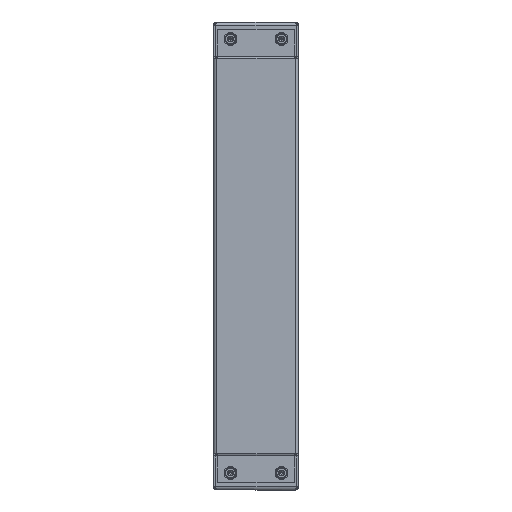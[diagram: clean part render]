
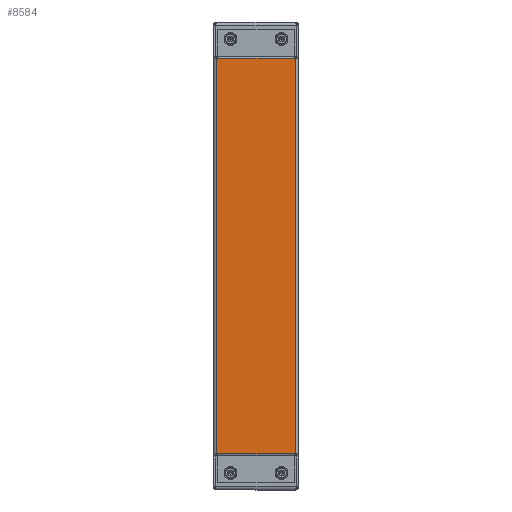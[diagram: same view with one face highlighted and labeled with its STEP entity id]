
A CAD part, left-side view. The second image highlights one B-rep face of the part: STEP entity #8584.
In plain terms, the highlighted face is planar.
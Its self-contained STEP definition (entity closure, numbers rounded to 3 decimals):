
#108 = DIRECTION ( 'NONE',  ( -1., 0., 0. ) ) ;
#207 = EDGE_LOOP ( 'NONE', ( #9164, #6683, #7976, #7135, #9208, #5881, #1641, #2518 ) ) ;
#230 = DIRECTION ( 'NONE',  ( 0., 1., 0. ) ) ;
#303 = CARTESIAN_POINT ( 'NONE',  ( 232.5, -46., 0. ) ) ;
#746 = EDGE_CURVE ( 'NONE', #4458, #5429, #4643, .T. ) ;
#1064 = VERTEX_POINT ( 'NONE', #3592 ) ;
#1097 = DIRECTION ( 'NONE',  ( 0., -1., 0. ) ) ;
#1376 = VERTEX_POINT ( 'NONE', #4675 ) ;
#1388 = CARTESIAN_POINT ( 'NONE',  ( 232.5, 45.241, 0. ) ) ;
#1428 = DIRECTION ( 'NONE',  ( -1., 0., 0. ) ) ;
#1531 = LINE ( 'NONE', #4419, #2786 ) ;
#1548 = LINE ( 'NONE', #4444, #4625 ) ;
#1641 = ORIENTED_EDGE ( 'NONE', *, *, #6833, .T. ) ;
#1859 = EDGE_CURVE ( 'NONE', #4483, #1064, #1548, .T. ) ;
#1863 = LINE ( 'NONE', #5815, #7283 ) ;
#2085 = VECTOR ( 'NONE', #9248, 1000. ) ;
#2159 = DIRECTION ( 'NONE',  ( 0., -1., 0. ) ) ;
#2242 = FACE_OUTER_BOUND ( 'NONE', #207, .T. ) ;
#2310 = CARTESIAN_POINT ( 'NONE',  ( -232.5, -50., 0. ) ) ;
#2518 = ORIENTED_EDGE ( 'NONE', *, *, #6299, .F. ) ;
#2761 = CARTESIAN_POINT ( 'NONE',  ( 232.5, 46., 0. ) ) ;
#2786 = VECTOR ( 'NONE', #6638, 1000. ) ;
#2898 = EDGE_CURVE ( 'NONE', #1376, #5429, #1863, .T. ) ;
#3169 = DIRECTION ( 'NONE',  ( 1., 0., 0. ) ) ;
#3175 = VECTOR ( 'NONE', #230, 1000. ) ;
#3351 = CARTESIAN_POINT ( 'NONE',  ( 232.5, -45.241, 0. ) ) ;
#3404 = CARTESIAN_POINT ( 'NONE',  ( -232.5, -45.241, 0. ) ) ;
#3444 = CARTESIAN_POINT ( 'NONE',  ( 232.5, 50., 0. ) ) ;
#3592 = CARTESIAN_POINT ( 'NONE',  ( -232.5, 46., 0. ) ) ;
#3614 = DIRECTION ( 'NONE',  ( 0., 0., -1. ) ) ;
#3748 = CARTESIAN_POINT ( 'NONE',  ( -232.5, 50., 0. ) ) ;
#3869 = CARTESIAN_POINT ( 'NONE',  ( -266., -46., 0. ) ) ;
#4419 = CARTESIAN_POINT ( 'NONE',  ( 232.5, -50., 0. ) ) ;
#4444 = CARTESIAN_POINT ( 'NONE',  ( 266., 46., 0. ) ) ;
#4458 = VERTEX_POINT ( 'NONE', #7022 ) ;
#4483 = VERTEX_POINT ( 'NONE', #2761 ) ;
#4625 = VECTOR ( 'NONE', #108, 1000. ) ;
#4643 = LINE ( 'NONE', #2310, #3175 ) ;
#4675 = CARTESIAN_POINT ( 'NONE',  ( -232.5, 45.241, 0. ) ) ;
#4964 = PLANE ( 'NONE',  #5739 ) ;
#5149 = LINE ( 'NONE', #3444, #2085 ) ;
#5228 = LINE ( 'NONE', #3748, #9049 ) ;
#5429 = VERTEX_POINT ( 'NONE', #3404 ) ;
#5438 = LINE ( 'NONE', #6014, #8117 ) ;
#5739 = AXIS2_PLACEMENT_3D ( 'NONE', #7838, #3614, #1428 ) ;
#5815 = CARTESIAN_POINT ( 'NONE',  ( -232.5, 50., 0. ) ) ;
#5881 = ORIENTED_EDGE ( 'NONE', *, *, #746, .F. ) ;
#6014 = CARTESIAN_POINT ( 'NONE',  ( 232.5, 50., 0. ) ) ;
#6299 = EDGE_CURVE ( 'NONE', #8343, #8868, #1531, .T. ) ;
#6638 = DIRECTION ( 'NONE',  ( 0., -1., 0. ) ) ;
#6683 = ORIENTED_EDGE ( 'NONE', *, *, #7372, .F. ) ;
#6685 = EDGE_CURVE ( 'NONE', #6751, #8343, #5149, .T. ) ;
#6751 = VERTEX_POINT ( 'NONE', #1388 ) ;
#6833 = EDGE_CURVE ( 'NONE', #4458, #8868, #7366, .T. ) ;
#7022 = CARTESIAN_POINT ( 'NONE',  ( -232.5, -46., 0. ) ) ;
#7135 = ORIENTED_EDGE ( 'NONE', *, *, #9205, .F. ) ;
#7283 = VECTOR ( 'NONE', #2159, 1000. ) ;
#7366 = LINE ( 'NONE', #3869, #8518 ) ;
#7372 = EDGE_CURVE ( 'NONE', #4483, #6751, #5438, .T. ) ;
#7838 = CARTESIAN_POINT ( 'NONE',  ( 266., 50., 0. ) ) ;
#7976 = ORIENTED_EDGE ( 'NONE', *, *, #1859, .T. ) ;
#8117 = VECTOR ( 'NONE', #1097, 1000. ) ;
#8343 = VERTEX_POINT ( 'NONE', #3351 ) ;
#8518 = VECTOR ( 'NONE', #3169, 1000. ) ;
#8584 = ADVANCED_FACE ( 'NONE', ( #2242 ), #4964, .F. ) ;
#8767 = DIRECTION ( 'NONE',  ( 0., 1., 0. ) ) ;
#8868 = VERTEX_POINT ( 'NONE', #303 ) ;
#9049 = VECTOR ( 'NONE', #8767, 1000. ) ;
#9164 = ORIENTED_EDGE ( 'NONE', *, *, #6685, .F. ) ;
#9205 = EDGE_CURVE ( 'NONE', #1376, #1064, #5228, .T. ) ;
#9208 = ORIENTED_EDGE ( 'NONE', *, *, #2898, .T. ) ;
#9248 = DIRECTION ( 'NONE',  ( 0., -1., 0. ) ) ;
